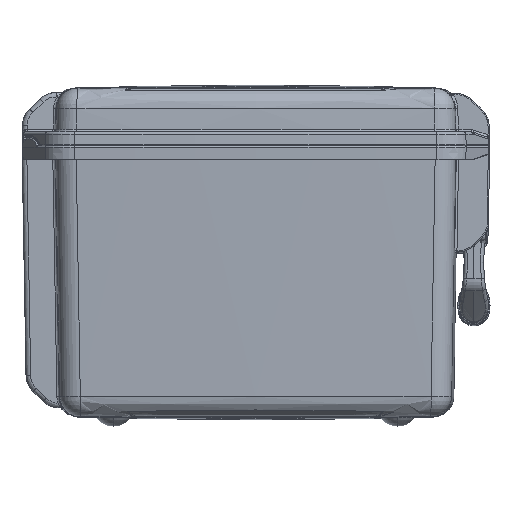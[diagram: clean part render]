
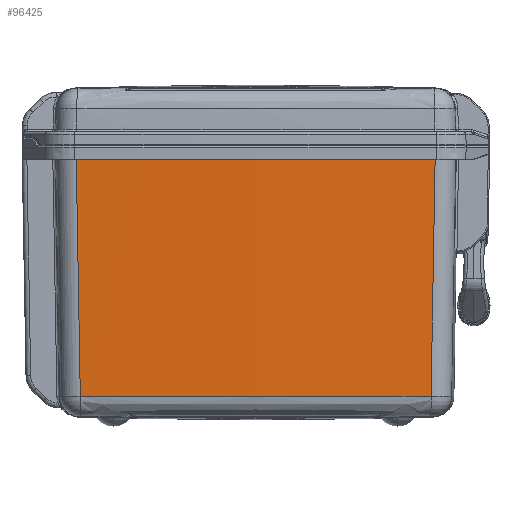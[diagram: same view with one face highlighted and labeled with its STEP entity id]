
A CAD part, left-side view. The second image highlights one B-rep face of the part: STEP entity #96425.
In plain terms, the highlighted conical face has half-angle 1 degrees and reference radius 6010 mm.
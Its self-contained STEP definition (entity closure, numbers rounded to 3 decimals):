
#65474=CARTESIAN_POINT('',(-218.053,-152.891,
-218.189));
#65475=CARTESIAN_POINT('',(-218.46,-153.301,
-194.283));
#65476=CARTESIAN_POINT('',(-219.274,-154.126,
-146.472));
#65477=CARTESIAN_POINT('',(-220.495,-155.347,
-74.757));
#65478=CARTESIAN_POINT('',(-221.308,-156.171,
-26.949));
#65479=CARTESIAN_POINT('',(-221.715,-156.58,
-3.045));
#65481=CARTESIAN_POINT('',(-218.053,-152.891,
-218.189));
#65482=CARTESIAN_POINT('',(-218.484,-135.907,
-218.277));
#65483=CARTESIAN_POINT('',(-219.202,-101.935,
-218.423));
#65484=CARTESIAN_POINT('',(-219.848,-50.969,
-218.556));
#65485=CARTESIAN_POINT('',(-219.992,-16.99,
-218.585));
#65486=CARTESIAN_POINT('',(-219.992,0.,
-218.585));
#65488=CARTESIAN_POINT('',(-219.992,0.,
-218.585));
#65489=CARTESIAN_POINT('',(-219.992,16.99,
-218.585));
#65490=CARTESIAN_POINT('',(-219.848,50.969,
-218.556));
#65491=CARTESIAN_POINT('',(-219.202,101.935,
-218.423));
#65492=CARTESIAN_POINT('',(-218.484,135.907,
-218.277));
#65493=CARTESIAN_POINT('',(-218.053,152.891,
-218.189));
#65495=CARTESIAN_POINT('',(-221.715,156.58,
-3.045));
#65496=CARTESIAN_POINT('',(-221.308,156.171,
-26.949));
#65497=CARTESIAN_POINT('',(-220.495,155.347,
-74.757));
#65498=CARTESIAN_POINT('',(-219.274,154.126,
-146.472));
#65499=CARTESIAN_POINT('',(-218.46,153.301,
-194.283));
#65500=CARTESIAN_POINT('',(-218.053,152.891,
-218.189));
#65502=CARTESIAN_POINT('',(5788.122,0.,-3.045));
#65503=DIRECTION('',(0.,0.,1.));
#65504=DIRECTION('',(-1.,0.026,0.));
#65505=AXIS2_PLACEMENT_3D('',#65502,#65503,#65504);
#65507=CARTESIAN_POINT('',(5788.122,0.,-3.045));
#65508=DIRECTION('',(0.,0.,1.));
#65509=DIRECTION('',(-1.,0.,0.));
#65510=AXIS2_PLACEMENT_3D('',#65507,#65508,#65509);
#69601=CARTESIAN_POINT('',(-221.715,-156.581,
-3.045));
#69602=CARTESIAN_POINT('',(-223.754,0.,
-3.045));
#69603=VERTEX_POINT('',#69601);
#69604=VERTEX_POINT('',#69602);
#69605=CARTESIAN_POINT('',(-221.715,156.581,
-3.045));
#69606=VERTEX_POINT('',#69605);
#69607=VERTEX_POINT('',#65493);
#69608=VERTEX_POINT('',#65488);
#69609=VERTEX_POINT('',#65481);
#96407=CARTESIAN_POINT('',(5788.122,0.,-110.815));
#96408=DIRECTION('',(0.,0.,1.));
#96409=DIRECTION('',(1.,0.,0.));
#96410=AXIS2_PLACEMENT_3D('',#96407,#96408,#96409);
#96411=CONICAL_SURFACE('',#96410,6009.995,1.);
#96413=ORIENTED_EDGE('',*,*,#96412,.F.);
#96415=ORIENTED_EDGE('',*,*,#96414,.T.);
#96417=ORIENTED_EDGE('',*,*,#96416,.T.);
#96418=ORIENTED_EDGE('',*,*,#96398,.F.);
#96420=ORIENTED_EDGE('',*,*,#96419,.T.);
#96422=ORIENTED_EDGE('',*,*,#96421,.T.);
#96423=EDGE_LOOP('',(#96413,#96415,#96417,#96418,#96420,#96422));
#96424=FACE_OUTER_BOUND('',#96423,.F.);
#65480=B_SPLINE_CURVE_WITH_KNOTS('',3,(#65474,#65475,#65476,#65477,#65478,
#65479),.UNSPECIFIED.,.F.,.F.,(4,1,1,4),(0.,0.333,
0.667,1.),.UNSPECIFIED.);
#65487=B_SPLINE_CURVE_WITH_KNOTS('',3,(#65481,#65482,#65483,#65484,#65485,
#65486),.UNSPECIFIED.,.F.,.F.,(4,1,1,4),(0.,0.333,
0.667,1.),.UNSPECIFIED.);
#65494=B_SPLINE_CURVE_WITH_KNOTS('',3,(#65488,#65489,#65490,#65491,#65492,
#65493),.UNSPECIFIED.,.F.,.F.,(4,1,1,4),(0.,0.333,
0.667,1.),.UNSPECIFIED.);
#65501=B_SPLINE_CURVE_WITH_KNOTS('',3,(#65495,#65496,#65497,#65498,#65499,
#65500),.UNSPECIFIED.,.F.,.F.,(4,1,1,4),(0.,0.333,
0.667,1.),.UNSPECIFIED.);
#65506=CIRCLE('',#65505,6011.876);
#65511=CIRCLE('',#65510,6011.876);
#96398=EDGE_CURVE('',#69606,#69607,#65501,.T.);
#96412=EDGE_CURVE('',#69609,#69603,#65480,.T.);
#96414=EDGE_CURVE('',#69609,#69608,#65487,.T.);
#96416=EDGE_CURVE('',#69608,#69607,#65494,.T.);
#96419=EDGE_CURVE('',#69606,#69604,#65506,.T.);
#96421=EDGE_CURVE('',#69604,#69603,#65511,.T.);
#96425=ADVANCED_FACE('',(#96424),#96411,.T.);
